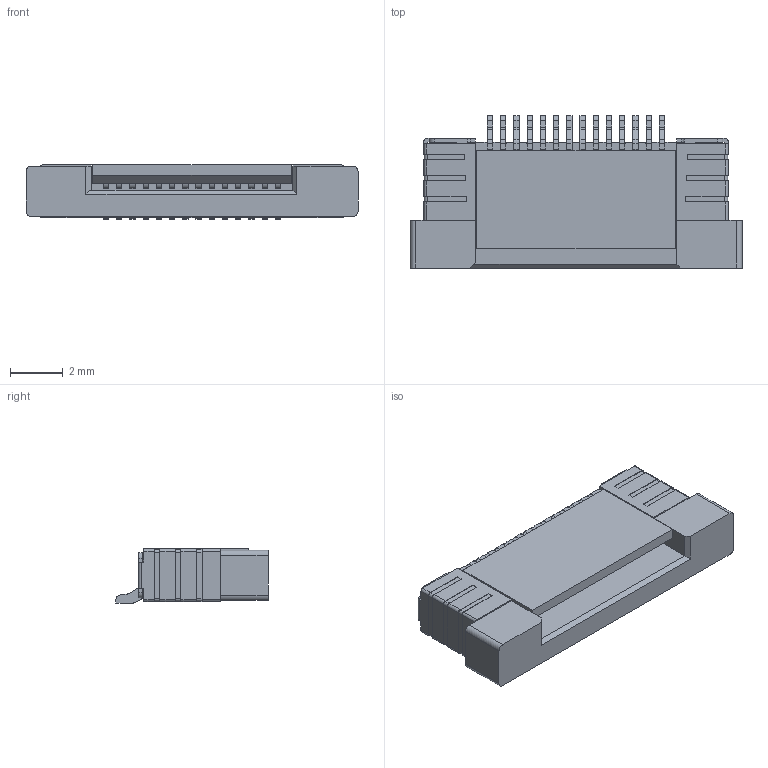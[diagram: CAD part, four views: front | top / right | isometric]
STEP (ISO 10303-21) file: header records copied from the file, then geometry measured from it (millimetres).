
FILE_DESCRIPTION((''),'2;1');
FILE_NAME('ASM0010_ASM','2025-06-12T',('工程三'),(''),'PRO/ENGINEER BY PARAMETRIC TECHNOLOGY CORPORATION, 2010280','PRO/ENGINEER BY PARAMETRIC TECHNOLOGY CORPORATION, 2010280','');
FILE_SCHEMA(('CONFIG_CONTROL_DESIGN'));
Length unit declared in the file: millimetre
Products named in the file (1): ASM0010_ASM
Bounding box: 12.55 x 5.76 x 2.05 mm (x, y, z)
Volume: 93.9 mm3; surface area: 343.9 mm2
Topology: 1 solids, 1 shells, 626 faces, 1871 edges, 1241 vertices
Faces by surface type: plane 396, cylinder 230
Entity records: 21103 total; most frequent: ORIENTED_EDGE 3742, CARTESIAN_POINT 3738, DIRECTION 3589, EDGE_CURVE 1871, VECTOR 1405, LINE 1405, VERTEX_POINT 1241, AXIS2_PLACEMENT_3D 1092
